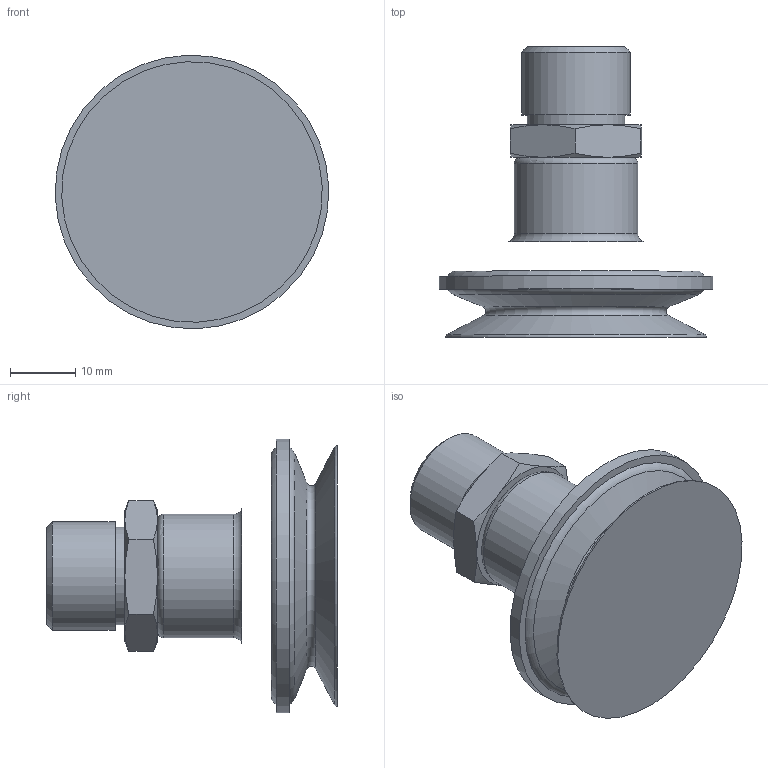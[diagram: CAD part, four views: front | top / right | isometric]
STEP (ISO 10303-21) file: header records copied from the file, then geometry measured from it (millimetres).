
FILE_DESCRIPTION(/* description */ (''),/* implementation_level */ '2;1');
FILE_NAME(/* name */ 'vf41pur_rac7r3-8m.stp',/* time_stamp */ '2020-10-08T08:14:57+02:00',/* author */ ('enginyeria'),/* organization */ (''),/* preprocessor_version */ 'ST-DEVELOPER v17.2',/* originating_system */ 'Autodesk Inventor 2019',/* authorisation */ '');
FILE_SCHEMA (('CONFIG_CONTROL_DESIGN'));
Length unit declared in the file: millimetre
Products named in the file (1): vf41pur_rac7r3-8m
Bounding box: 41.96 x 44.61 x 41.96 mm (x, y, z)
Volume: 20809.3 mm3; surface area: 7124.7 mm2
Topology: 1 solids, 2 shells, 45 faces, 113 edges, 78 vertices
Faces by surface type: cone 17, plane 16, cylinder 6, torus 6
Full cylindrical faces by diameter (mm): 6 x1, 8.5 x1, 14.95 x1, 16.662 x1, 19 x1, 42 x1
Entity records: 1487 total; most frequent: CARTESIAN_POINT 285, DIRECTION 253, ORIENTED_EDGE 226, AXIS2_PLACEMENT_3D 118, EDGE_CURVE 113, VERTEX_POINT 78, CIRCLE 72, EDGE_LOOP 51
